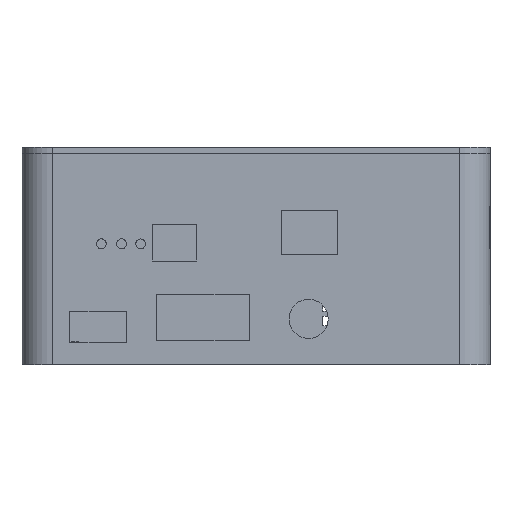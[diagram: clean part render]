
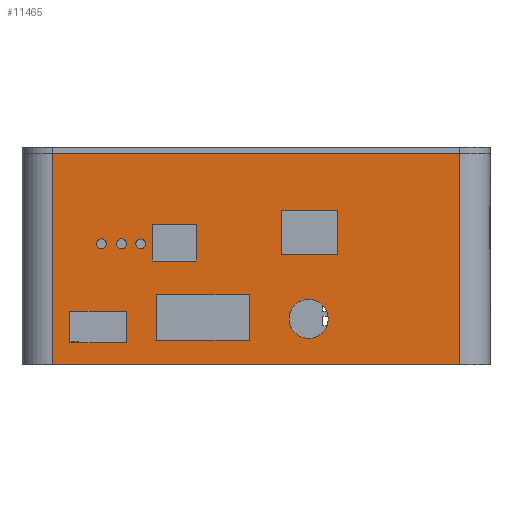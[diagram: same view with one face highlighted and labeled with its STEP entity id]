
A CAD part, front view. The second image highlights one B-rep face of the part: STEP entity #11465.
In plain terms, the highlighted planar face has unit normal (0, -1, 0).
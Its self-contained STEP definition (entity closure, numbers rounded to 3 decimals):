
#27=FACE_BOUND('',#1002,.T.);
#28=FACE_BOUND('',#1003,.T.);
#29=FACE_BOUND('',#1004,.T.);
#30=FACE_BOUND('',#1005,.T.);
#31=FACE_BOUND('',#1006,.T.);
#32=FACE_BOUND('',#1007,.T.);
#33=FACE_BOUND('',#1008,.T.);
#34=FACE_BOUND('',#1009,.T.);
#447=FACE_OUTER_BOUND('',#1001,.T.);
#1001=EDGE_LOOP('',(#8191,#8192,#8193,#8194));
#1002=EDGE_LOOP('',(#8195,#8196,#8197,#8198));
#1003=EDGE_LOOP('',(#8199));
#1004=EDGE_LOOP('',(#8200));
#1005=EDGE_LOOP('',(#8201));
#1006=EDGE_LOOP('',(#8202));
#1007=EDGE_LOOP('',(#8203,#8204,#8205,#8206));
#1008=EDGE_LOOP('',(#8207,#8208,#8209,#8210));
#1009=EDGE_LOOP('',(#8211,#8212,#8213,#8214));
#1616=CIRCLE('',#12062,1.);
#1617=CIRCLE('',#12063,1.);
#1618=CIRCLE('',#12064,1.);
#1619=CIRCLE('',#12065,4.);
#1695=LINE('',#15390,#3243);
#2185=LINE('',#16393,#3733);
#2189=LINE('',#16402,#3737);
#2191=LINE('',#16406,#3739);
#2192=LINE('',#16408,#3740);
#2193=LINE('',#16409,#3741);
#2194=LINE('',#16412,#3742);
#2195=LINE('',#16414,#3743);
#2196=LINE('',#16416,#3744);
#2197=LINE('',#16417,#3745);
#2198=LINE('',#16428,#3746);
#2199=LINE('',#16430,#3747);
#2200=LINE('',#16432,#3748);
#2201=LINE('',#16433,#3749);
#2202=LINE('',#16436,#3750);
#2203=LINE('',#16438,#3751);
#2204=LINE('',#16440,#3752);
#2205=LINE('',#16441,#3753);
#2206=LINE('',#16442,#3754);
#2207=LINE('',#16443,#3755);
#3243=VECTOR('',#12545,10.);
#3733=VECTOR('',#13387,10.);
#3737=VECTOR('',#13393,10.);
#3739=VECTOR('',#13397,10.);
#3740=VECTOR('',#13398,10.);
#3741=VECTOR('',#13399,10.);
#3742=VECTOR('',#13400,10.);
#3743=VECTOR('',#13401,10.);
#3744=VECTOR('',#13402,10.);
#3745=VECTOR('',#13403,10.);
#3746=VECTOR('',#13412,10.);
#3747=VECTOR('',#13413,10.);
#3748=VECTOR('',#13414,10.);
#3749=VECTOR('',#13415,10.);
#3750=VECTOR('',#13416,10.);
#3751=VECTOR('',#13417,10.);
#3752=VECTOR('',#13418,10.);
#3753=VECTOR('',#13419,10.);
#3754=VECTOR('',#13420,10.);
#3755=VECTOR('',#13421,10.);
#4794=VERTEX_POINT('',#15387);
#4795=VERTEX_POINT('',#15389);
#5131=VERTEX_POINT('',#16390);
#5132=VERTEX_POINT('',#16392);
#5135=VERTEX_POINT('',#16399);
#5136=VERTEX_POINT('',#16401);
#5137=VERTEX_POINT('',#16405);
#5138=VERTEX_POINT('',#16407);
#5139=VERTEX_POINT('',#16410);
#5140=VERTEX_POINT('',#16411);
#5141=VERTEX_POINT('',#16413);
#5142=VERTEX_POINT('',#16415);
#5143=VERTEX_POINT('',#16418);
#5144=VERTEX_POINT('',#16420);
#5145=VERTEX_POINT('',#16422);
#5146=VERTEX_POINT('',#16424);
#5147=VERTEX_POINT('',#16426);
#5148=VERTEX_POINT('',#16427);
#5149=VERTEX_POINT('',#16429);
#5150=VERTEX_POINT('',#16431);
#5151=VERTEX_POINT('',#16434);
#5152=VERTEX_POINT('',#16435);
#5153=VERTEX_POINT('',#16437);
#5154=VERTEX_POINT('',#16439);
#5883=EDGE_CURVE('',#4795,#4794,#1695,.T.);
#6384=EDGE_CURVE('',#5132,#5131,#2185,.T.);
#6388=EDGE_CURVE('',#5136,#5135,#2189,.T.);
#6390=EDGE_CURVE('',#5137,#4795,#2191,.T.);
#6391=EDGE_CURVE('',#5138,#4794,#2192,.T.);
#6392=EDGE_CURVE('',#5137,#5138,#2193,.T.);
#6393=EDGE_CURVE('',#5139,#5140,#2194,.T.);
#6394=EDGE_CURVE('',#5140,#5141,#2195,.T.);
#6395=EDGE_CURVE('',#5141,#5142,#2196,.T.);
#6396=EDGE_CURVE('',#5142,#5139,#2197,.T.);
#6397=EDGE_CURVE('',#5143,#5143,#1616,.T.);
#6398=EDGE_CURVE('',#5144,#5144,#1617,.T.);
#6399=EDGE_CURVE('',#5145,#5145,#1618,.T.);
#6400=EDGE_CURVE('',#5146,#5146,#1619,.T.);
#6401=EDGE_CURVE('',#5147,#5148,#2198,.T.);
#6402=EDGE_CURVE('',#5148,#5149,#2199,.T.);
#6403=EDGE_CURVE('',#5149,#5150,#2200,.T.);
#6404=EDGE_CURVE('',#5150,#5147,#2201,.T.);
#6405=EDGE_CURVE('',#5151,#5152,#2202,.T.);
#6406=EDGE_CURVE('',#5152,#5153,#2203,.T.);
#6407=EDGE_CURVE('',#5153,#5154,#2204,.T.);
#6408=EDGE_CURVE('',#5154,#5151,#2205,.T.);
#6409=EDGE_CURVE('',#5135,#5132,#2206,.T.);
#6410=EDGE_CURVE('',#5131,#5136,#2207,.T.);
#8191=ORIENTED_EDGE('',*,*,#6390,.T.);
#8192=ORIENTED_EDGE('',*,*,#5883,.T.);
#8193=ORIENTED_EDGE('',*,*,#6391,.F.);
#8194=ORIENTED_EDGE('',*,*,#6392,.F.);
#8195=ORIENTED_EDGE('',*,*,#6393,.T.);
#8196=ORIENTED_EDGE('',*,*,#6394,.T.);
#8197=ORIENTED_EDGE('',*,*,#6395,.T.);
#8198=ORIENTED_EDGE('',*,*,#6396,.T.);
#8199=ORIENTED_EDGE('',*,*,#6397,.T.);
#8200=ORIENTED_EDGE('',*,*,#6398,.T.);
#8201=ORIENTED_EDGE('',*,*,#6399,.T.);
#8202=ORIENTED_EDGE('',*,*,#6400,.T.);
#8203=ORIENTED_EDGE('',*,*,#6401,.T.);
#8204=ORIENTED_EDGE('',*,*,#6402,.T.);
#8205=ORIENTED_EDGE('',*,*,#6403,.T.);
#8206=ORIENTED_EDGE('',*,*,#6404,.T.);
#8207=ORIENTED_EDGE('',*,*,#6405,.T.);
#8208=ORIENTED_EDGE('',*,*,#6406,.T.);
#8209=ORIENTED_EDGE('',*,*,#6407,.T.);
#8210=ORIENTED_EDGE('',*,*,#6408,.T.);
#8211=ORIENTED_EDGE('',*,*,#6409,.T.);
#8212=ORIENTED_EDGE('',*,*,#6384,.T.);
#8213=ORIENTED_EDGE('',*,*,#6410,.T.);
#8214=ORIENTED_EDGE('',*,*,#6388,.T.);
#10944=PLANE('',#12061);
#11465=ADVANCED_FACE('',(#447,#27,#28,#29,#30,#31,#32,#33,#34),#10944,.T.);
#12061=AXIS2_PLACEMENT_3D('',#16404,#13395,#13396);
#12062=AXIS2_PLACEMENT_3D('',#16419,#13404,#13405);
#12063=AXIS2_PLACEMENT_3D('',#16421,#13406,#13407);
#12064=AXIS2_PLACEMENT_3D('',#16423,#13408,#13409);
#12065=AXIS2_PLACEMENT_3D('',#16425,#13410,#13411);
#12545=DIRECTION('',(0.,0.,1.));
#13387=DIRECTION('',(1.,0.,0.));
#13393=DIRECTION('',(-1.,0.,0.));
#13395=DIRECTION('center_axis',(0.,-1.,0.));
#13396=DIRECTION('ref_axis',(1.,0.,0.));
#13397=DIRECTION('',(1.,0.,0.));
#13398=DIRECTION('',(1.,0.,0.));
#13399=DIRECTION('',(0.,0.,1.));
#13400=DIRECTION('',(0.,0.,-1.));
#13401=DIRECTION('',(-1.,0.,0.));
#13402=DIRECTION('',(0.,0.,1.));
#13403=DIRECTION('',(1.,0.,0.));
#13404=DIRECTION('center_axis',(0.,1.,0.));
#13405=DIRECTION('ref_axis',(1.,0.,0.));
#13406=DIRECTION('center_axis',(0.,1.,0.));
#13407=DIRECTION('ref_axis',(1.,0.,0.));
#13408=DIRECTION('center_axis',(0.,1.,0.));
#13409=DIRECTION('ref_axis',(1.,0.,0.));
#13410=DIRECTION('center_axis',(0.,1.,0.));
#13411=DIRECTION('ref_axis',(1.,0.,0.));
#13412=DIRECTION('',(0.,0.,-1.));
#13413=DIRECTION('',(-1.,0.,0.));
#13414=DIRECTION('',(0.,0.,1.));
#13415=DIRECTION('',(1.,0.,0.));
#13416=DIRECTION('',(0.,0.,-1.));
#13417=DIRECTION('',(-1.,0.,0.));
#13418=DIRECTION('',(0.,0.,1.));
#13419=DIRECTION('',(1.,0.,0.));
#13420=DIRECTION('',(0.,0.,1.));
#13421=DIRECTION('',(0.,0.,-1.));
#15387=CARTESIAN_POINT('',(85.859,-51.886,37.64));
#15389=CARTESIAN_POINT('',(85.859,-51.886,-5.56));
#15390=CARTESIAN_POINT('',(85.859,-51.886,-5.56));
#16390=CARTESIAN_POINT('',(32.13,-51.886,23.12));
#16392=CARTESIAN_POINT('',(23.06,-51.886,23.12));
#16393=CARTESIAN_POINT('',(12.882,-51.886,23.12));
#16399=CARTESIAN_POINT('',(23.06,-51.886,15.63));
#16401=CARTESIAN_POINT('',(32.13,-51.886,15.63));
#16402=CARTESIAN_POINT('',(17.417,-51.886,15.63));
#16404=CARTESIAN_POINT('Origin',(2.705,-51.886,-5.56));
#16405=CARTESIAN_POINT('',(2.705,-51.886,-5.56));
#16406=CARTESIAN_POINT('',(2.705,-51.886,-5.56));
#16407=CARTESIAN_POINT('',(2.705,-51.886,37.64));
#16408=CARTESIAN_POINT('',(2.705,-51.886,37.64));
#16409=CARTESIAN_POINT('',(2.705,-51.886,-5.56));
#16410=CARTESIAN_POINT('',(61.012,-51.886,26.));
#16411=CARTESIAN_POINT('',(61.012,-51.886,17.));
#16412=CARTESIAN_POINT('',(61.012,-51.886,10.22));
#16413=CARTESIAN_POINT('',(49.392,-51.886,17.));
#16414=CARTESIAN_POINT('',(31.858,-51.886,17.));
#16415=CARTESIAN_POINT('',(49.392,-51.886,26.));
#16416=CARTESIAN_POINT('',(49.392,-51.886,5.72));
#16417=CARTESIAN_POINT('',(26.048,-51.886,26.));
#16418=CARTESIAN_POINT('',(11.677,-51.886,19.155));
#16419=CARTESIAN_POINT('Origin',(12.677,-51.886,19.155));
#16420=CARTESIAN_POINT('',(19.735,-51.886,19.142));
#16421=CARTESIAN_POINT('Origin',(20.735,-51.886,19.142));
#16422=CARTESIAN_POINT('',(15.817,-51.886,19.155));
#16423=CARTESIAN_POINT('Origin',(16.817,-51.886,19.155));
#16424=CARTESIAN_POINT('',(51.029,-51.886,3.8));
#16425=CARTESIAN_POINT('Origin',(55.029,-51.886,3.8));
#16426=CARTESIAN_POINT('',(42.929,-51.886,8.88));
#16427=CARTESIAN_POINT('',(42.929,-51.886,-0.67));
#16428=CARTESIAN_POINT('',(42.929,-51.886,1.66));
#16429=CARTESIAN_POINT('',(23.929,-51.886,-0.67));
#16430=CARTESIAN_POINT('',(22.817,-51.886,-0.67));
#16431=CARTESIAN_POINT('',(23.929,-51.886,8.88));
#16432=CARTESIAN_POINT('',(23.929,-51.886,-3.115));
#16433=CARTESIAN_POINT('',(13.317,-51.886,8.88));
#16434=CARTESIAN_POINT('',(17.828,-51.886,5.338));
#16435=CARTESIAN_POINT('',(17.828,-51.886,-1.051));
#16436=CARTESIAN_POINT('',(17.828,-51.886,-0.111));
#16437=CARTESIAN_POINT('',(6.23,-51.886,-1.051));
#16438=CARTESIAN_POINT('',(10.266,-51.886,-1.051));
#16439=CARTESIAN_POINT('',(6.23,-51.886,5.338));
#16440=CARTESIAN_POINT('',(6.23,-51.886,-3.306));
#16441=CARTESIAN_POINT('',(4.467,-51.886,5.338));
#16442=CARTESIAN_POINT('',(23.06,-51.886,7.78));
#16443=CARTESIAN_POINT('',(32.13,-51.886,7.78));
